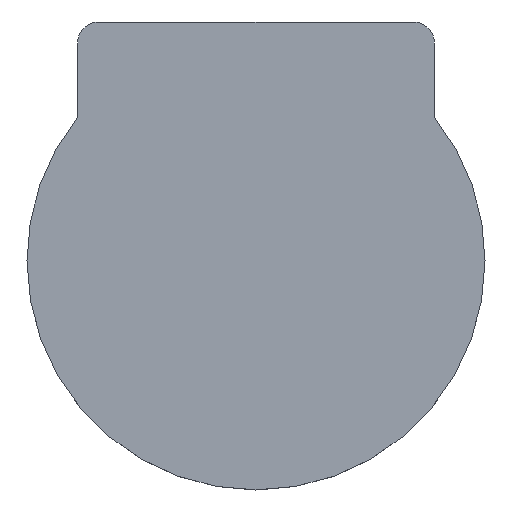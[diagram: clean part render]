
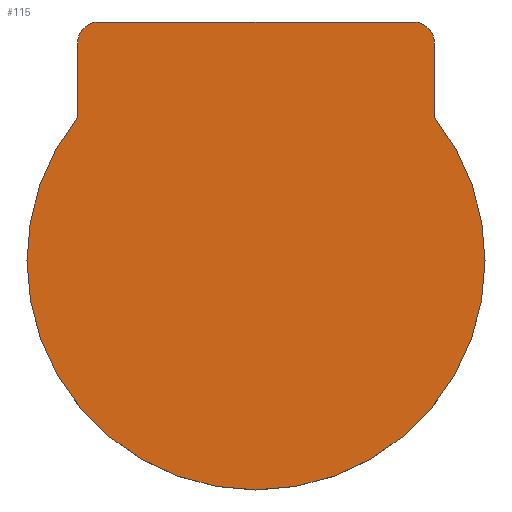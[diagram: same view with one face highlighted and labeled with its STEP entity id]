
A CAD part, top view. The second image highlights one B-rep face of the part: STEP entity #115.
In plain terms, the highlighted planar face has unit normal (0, 0, 1).
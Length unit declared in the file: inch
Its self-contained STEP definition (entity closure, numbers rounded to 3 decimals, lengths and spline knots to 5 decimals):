
#3 = CARTESIAN_POINT ( 'NONE',  ( 0.5, 0.61024, 1.00394 ) ) ;
#50 = AXIS2_PLACEMENT_3D ( 'NONE', #1287, #2752, #792 ) ;
#106 = AXIS2_PLACEMENT_3D ( 'NONE', #1864, #315, #2331 ) ;
#115 = ADVANCED_FACE ( 'NONE', ( #506 ), #3023, .T. ) ;
#174 = EDGE_CURVE ( 'NONE', #687, #3061, #2596, .T. ) ;
#184 = VERTEX_POINT ( 'NONE', #1356 ) ;
#194 = EDGE_CURVE ( 'NONE', #1270, #184, #733, .T. ) ;
#211 = DIRECTION ( 'NONE',  ( 1., 0., 0. ) ) ;
#315 = DIRECTION ( 'NONE',  ( 0., 0., -1. ) ) ;
#466 = EDGE_CURVE ( 'NONE', #184, #3250, #1789, .T. ) ;
#483 = ORIENTED_EDGE ( 'NONE', *, *, #194, .F. ) ;
#486 = DIRECTION ( 'NONE',  ( 1., 0., 0. ) ) ;
#506 = FACE_OUTER_BOUND ( 'NONE', #1679, .T. ) ;
#549 = CARTESIAN_POINT ( 'NONE',  ( -0.5, 0.61024, 1.00394 ) ) ;
#643 = DIRECTION ( 'NONE',  ( 1., 0., 0. ) ) ;
#649 = VERTEX_POINT ( 'NONE', #1362 ) ;
#671 = ORIENTED_EDGE ( 'NONE', *, *, #2836, .F. ) ;
#684 = LINE ( 'NONE', #2957, #1429 ) ;
#687 = VERTEX_POINT ( 'NONE', #832 ) ;
#732 = AXIS2_PLACEMENT_3D ( 'NONE', #2828, #1657, #643 ) ;
#733 = CIRCLE ( 'NONE', #106, 0.64173 ) ;
#774 = CARTESIAN_POINT ( 'NONE',  ( 0.44094, 0.66929, 1.00394 ) ) ;
#792 = DIRECTION ( 'NONE',  ( 1., 0., 0. ) ) ;
#832 = CARTESIAN_POINT ( 'NONE',  ( -0.5, 0.40227, 1.00394 ) ) ;
#930 = EDGE_CURVE ( 'NONE', #3250, #687, #941, .T. ) ;
#941 = CIRCLE ( 'NONE', #2641, 0.64173 ) ;
#967 = EDGE_CURVE ( 'NONE', #649, #1270, #1241, .T. ) ;
#976 = CARTESIAN_POINT ( 'NONE',  ( -0.44094, 0.61024, 1.00394 ) ) ;
#987 = DIRECTION ( 'NONE',  ( 0., -1., 0. ) ) ;
#988 = VERTEX_POINT ( 'NONE', #774 ) ;
#1010 = DIRECTION ( 'NONE',  ( 1., 0., 0. ) ) ;
#1031 = ORIENTED_EDGE ( 'NONE', *, *, #174, .F. ) ;
#1065 = DIRECTION ( 'NONE',  ( 0., 1., 0. ) ) ;
#1159 = DIRECTION ( 'NONE',  ( 1., 0., 0. ) ) ;
#1238 = ORIENTED_EDGE ( 'NONE', *, *, #2087, .F. ) ;
#1241 = LINE ( 'NONE', #3, #2374 ) ;
#1270 = VERTEX_POINT ( 'NONE', #1675 ) ;
#1287 = CARTESIAN_POINT ( 'NONE',  ( 0., 0., 1.00394 ) ) ;
#1356 = CARTESIAN_POINT ( 'NONE',  ( 0.64173, 0., 1.00394 ) ) ;
#1362 = CARTESIAN_POINT ( 'NONE',  ( 0.5, 0.61024, 1.00394 ) ) ;
#1412 = DIRECTION ( 'NONE',  ( 0., 0., -1. ) ) ;
#1429 = VECTOR ( 'NONE', #211, 39.37008 ) ;
#1479 = AXIS2_PLACEMENT_3D ( 'NONE', #976, #1712, #486 ) ;
#1527 = CIRCLE ( 'NONE', #732, 0.05906 ) ;
#1528 = AXIS2_PLACEMENT_3D ( 'NONE', #2242, #1795, #1010 ) ;
#1561 = EDGE_CURVE ( 'NONE', #988, #649, #1527, .T. ) ;
#1639 = VECTOR ( 'NONE', #1065, 39.37008 ) ;
#1657 = DIRECTION ( 'NONE',  ( 0., 0., -1. ) ) ;
#1675 = CARTESIAN_POINT ( 'NONE',  ( 0.5, 0.40227, 1.00394 ) ) ;
#1679 = EDGE_LOOP ( 'NONE', ( #2166, #671, #1238, #1031, #2070, #1695, #483, #2480 ) ) ;
#1695 = ORIENTED_EDGE ( 'NONE', *, *, #466, .F. ) ;
#1712 = DIRECTION ( 'NONE',  ( 0., 0., -1. ) ) ;
#1789 = CIRCLE ( 'NONE', #50, 0.64173 ) ;
#1795 = DIRECTION ( 'NONE',  ( 0., 0., 1. ) ) ;
#1864 = CARTESIAN_POINT ( 'NONE',  ( 0., 0., 1.00394 ) ) ;
#1986 = CARTESIAN_POINT ( 'NONE',  ( 0., 0., 1.00394 ) ) ;
#2070 = ORIENTED_EDGE ( 'NONE', *, *, #930, .F. ) ;
#2087 = EDGE_CURVE ( 'NONE', #3061, #3244, #3058, .T. ) ;
#2166 = ORIENTED_EDGE ( 'NONE', *, *, #1561, .F. ) ;
#2242 = CARTESIAN_POINT ( 'NONE',  ( 0., 0., 1.00394 ) ) ;
#2331 = DIRECTION ( 'NONE',  ( 1., 0., 0. ) ) ;
#2364 = CARTESIAN_POINT ( 'NONE',  ( -0.5, 0.61024, 1.00394 ) ) ;
#2374 = VECTOR ( 'NONE', #987, 39.37008 ) ;
#2480 = ORIENTED_EDGE ( 'NONE', *, *, #967, .F. ) ;
#2596 = LINE ( 'NONE', #2364, #1639 ) ;
#2613 = CARTESIAN_POINT ( 'NONE',  ( -0.64173, 0., 1.00394 ) ) ;
#2641 = AXIS2_PLACEMENT_3D ( 'NONE', #1986, #1412, #1159 ) ;
#2752 = DIRECTION ( 'NONE',  ( 0., 0., -1. ) ) ;
#2828 = CARTESIAN_POINT ( 'NONE',  ( 0.44094, 0.61024, 1.00394 ) ) ;
#2836 = EDGE_CURVE ( 'NONE', #3244, #988, #684, .T. ) ;
#2878 = CARTESIAN_POINT ( 'NONE',  ( -0.44094, 0.66929, 1.00394 ) ) ;
#2957 = CARTESIAN_POINT ( 'NONE',  ( -0.44094, 0.66929, 1.00394 ) ) ;
#3023 = PLANE ( 'NONE',  #1528 ) ;
#3058 = CIRCLE ( 'NONE', #1479, 0.05906 ) ;
#3061 = VERTEX_POINT ( 'NONE', #549 ) ;
#3244 = VERTEX_POINT ( 'NONE', #2878 ) ;
#3250 = VERTEX_POINT ( 'NONE', #2613 ) ;
